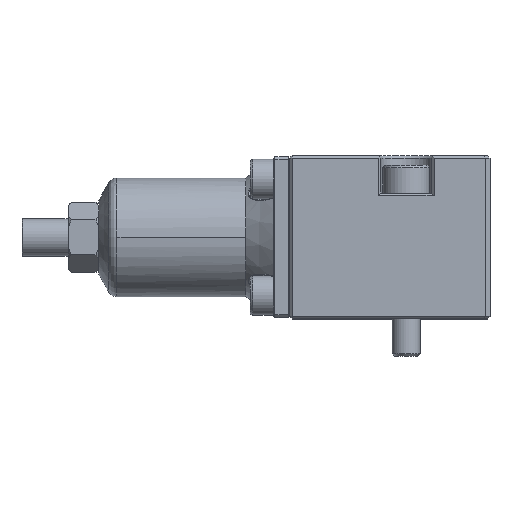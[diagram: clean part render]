
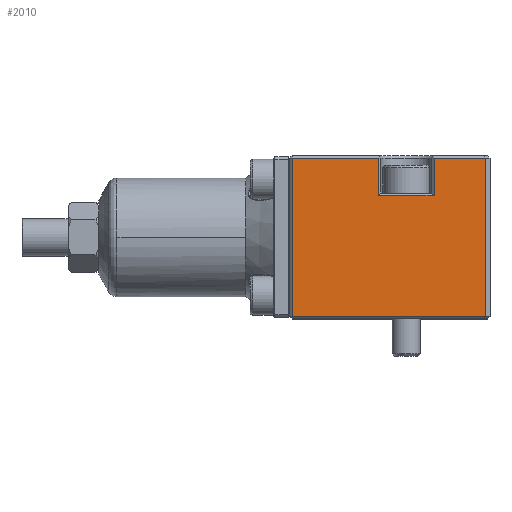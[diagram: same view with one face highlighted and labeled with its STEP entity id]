
A CAD part, top view. The second image highlights one B-rep face of the part: STEP entity #2010.
In plain terms, the highlighted planar face has unit normal (0, 0, 1).
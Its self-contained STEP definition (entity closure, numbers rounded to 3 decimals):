
#476=DIRECTION('',(1.,0.,0.));
#477=VECTOR('',#476,12.);
#478=CARTESIAN_POINT('',(-5.,9.,17.5));
#479=LINE('',#478,#477);
#480=DIRECTION('',(1.,0.,0.));
#481=VECTOR('',#480,11.);
#482=CARTESIAN_POINT('',(7.,17.,17.5));
#483=LINE('',#482,#481);
#484=DIRECTION('',(0.,-1.,0.));
#485=VECTOR('',#484,34.);
#486=CARTESIAN_POINT('',(18.,17.,17.5));
#487=LINE('',#486,#485);
#488=DIRECTION('',(-1.,0.,0.));
#489=VECTOR('',#488,41.5);
#490=CARTESIAN_POINT('',(18.,-17.,17.5));
#491=LINE('',#490,#489);
#492=DIRECTION('',(1.,0.,0.));
#493=VECTOR('',#492,18.5);
#494=CARTESIAN_POINT('',(-23.5,17.,17.5));
#495=LINE('',#494,#493);
#508=DIRECTION('',(0.,1.,0.));
#509=VECTOR('',#508,8.);
#510=CARTESIAN_POINT('',(-5.,9.,17.5));
#511=LINE('',#510,#509);
#556=DIRECTION('',(0.,-1.,0.));
#557=VECTOR('',#556,34.);
#558=CARTESIAN_POINT('',(-23.5,17.,17.5));
#559=LINE('',#558,#557);
#590=DIRECTION('',(0.,-1.,0.));
#591=VECTOR('',#590,8.);
#592=CARTESIAN_POINT('',(7.,17.,17.5));
#593=LINE('',#592,#591);
#1033=CARTESIAN_POINT('',(18.,-17.,17.5));
#1034=VERTEX_POINT('',#1033);
#1035=CARTESIAN_POINT('',(-23.5,-17.,17.5));
#1036=VERTEX_POINT('',#1035);
#1037=CARTESIAN_POINT('',(-5.,9.,17.5));
#1038=CARTESIAN_POINT('',(7.,9.,17.5));
#1039=VERTEX_POINT('',#1037);
#1040=VERTEX_POINT('',#1038);
#1041=CARTESIAN_POINT('',(7.,17.,17.5));
#1042=VERTEX_POINT('',#1041);
#1043=CARTESIAN_POINT('',(18.,17.,17.5));
#1044=VERTEX_POINT('',#1043);
#1045=CARTESIAN_POINT('',(-23.5,17.,17.5));
#1046=VERTEX_POINT('',#1045);
#1047=CARTESIAN_POINT('',(-5.,17.,17.5));
#1048=VERTEX_POINT('',#1047);
#1988=CARTESIAN_POINT('',(-28.5,-17.5,17.5));
#1989=DIRECTION('',(0.,0.,1.));
#1990=DIRECTION('',(1.,0.,0.));
#1991=AXIS2_PLACEMENT_3D('',#1988,#1989,#1990);
#1992=PLANE('',#1991);
#1994=ORIENTED_EDGE('',*,*,#1993,.T.);
#1996=ORIENTED_EDGE('',*,*,#1995,.F.);
#1998=ORIENTED_EDGE('',*,*,#1997,.T.);
#2000=ORIENTED_EDGE('',*,*,#1999,.T.);
#2001=ORIENTED_EDGE('',*,*,#1972,.T.);
#2003=ORIENTED_EDGE('',*,*,#2002,.F.);
#2005=ORIENTED_EDGE('',*,*,#2004,.T.);
#2007=ORIENTED_EDGE('',*,*,#2006,.F.);
#2008=EDGE_LOOP('',(#1994,#1996,#1998,#2000,#2001,#2003,#2005,#2007));
#2009=FACE_OUTER_BOUND('',#2008,.F.);
#2010=ADVANCED_FACE('',(#2009),#1992,.T.);
#1972=EDGE_CURVE('',#1034,#1036,#491,.T.);
#1993=EDGE_CURVE('',#1039,#1040,#479,.T.);
#1995=EDGE_CURVE('',#1042,#1040,#593,.T.);
#1997=EDGE_CURVE('',#1042,#1044,#483,.T.);
#1999=EDGE_CURVE('',#1044,#1034,#487,.T.);
#2002=EDGE_CURVE('',#1046,#1036,#559,.T.);
#2004=EDGE_CURVE('',#1046,#1048,#495,.T.);
#2006=EDGE_CURVE('',#1039,#1048,#511,.T.);
